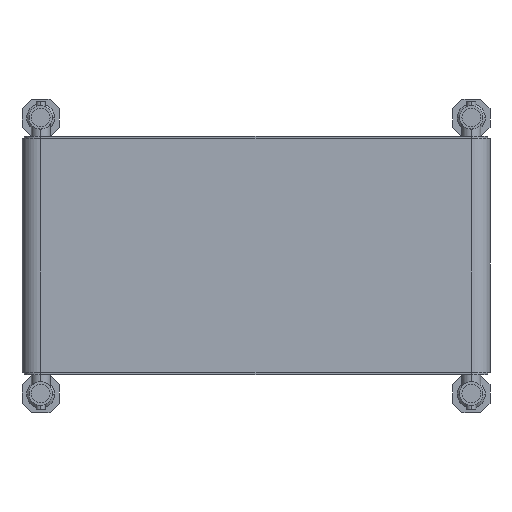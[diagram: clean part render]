
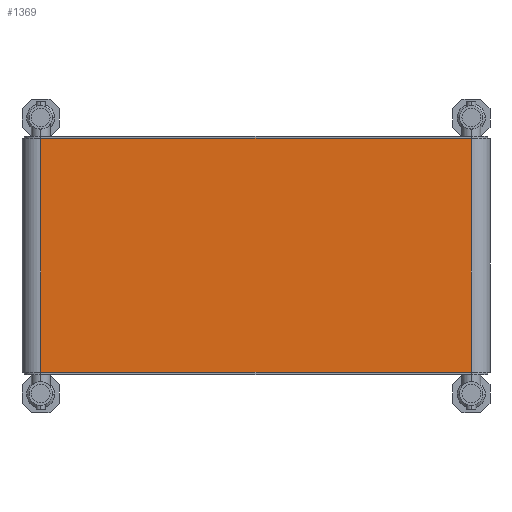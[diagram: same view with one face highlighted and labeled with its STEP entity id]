
A CAD part, top view. The second image highlights one B-rep face of the part: STEP entity #1369.
In plain terms, the highlighted planar face has unit normal (0, 0, 1).
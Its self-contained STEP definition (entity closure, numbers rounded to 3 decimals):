
#48 = EDGE_CURVE ( 'NONE', #605, #545, #1425, .T. ) ;
#49 = EDGE_CURVE ( 'NONE', #604, #605, #1430, .T. ) ;
#52 = EDGE_CURVE ( 'NONE', #545, #539, #1438, .T. ) ;
#72 = EDGE_CURVE ( 'NONE', #539, #604, #1563, .T. ) ;
#338 = EDGE_LOOP ( 'NONE', ( #875, #873, #874, #3857 ) ) ;
#539 = VERTEX_POINT ( 'NONE', #2490 ) ;
#545 = VERTEX_POINT ( 'NONE', #2496 ) ;
#604 = VERTEX_POINT ( 'NONE', #2550 ) ;
#605 = VERTEX_POINT ( 'NONE', #2551 ) ;
#873 = ORIENTED_EDGE ( 'NONE', *, *, #49, .T. ) ;
#874 = ORIENTED_EDGE ( 'NONE', *, *, #48, .T. ) ;
#875 = ORIENTED_EDGE ( 'NONE', *, *, #72, .T. ) ;
#1369 = ADVANCED_FACE ( 'NONE', ( #3455 ), #3456, .T. ) ;
#1425 = LINE ( 'NONE', #1426, #3661 ) ;
#1426 = CARTESIAN_POINT ( 'NONE',  ( 0., 250., 700. ) ) ;
#1430 = LINE ( 'NONE', #1436, #3665 ) ;
#1435 = DIRECTION ( 'NONE',  ( -1., 0., 0. ) ) ;
#1436 = CARTESIAN_POINT ( 'NONE',  ( 960., 250., 700. ) ) ;
#1437 = DIRECTION ( 'NONE',  ( 0., 1., 0. ) ) ;
#1438 = LINE ( 'NONE', #1446, #3675 ) ;
#1446 = CARTESIAN_POINT ( 'NONE',  ( 40., -250., 700. ) ) ;
#1447 = DIRECTION ( 'NONE',  ( 0., -1., 0. ) ) ;
#1562 = CARTESIAN_POINT ( 'NONE',  ( 0., -250., 700. ) ) ;
#1563 = LINE ( 'NONE', #1562, #3692 ) ;
#1631 = DIRECTION ( 'NONE',  ( 1., 0., 0. ) ) ;
#2490 = CARTESIAN_POINT ( 'NONE',  ( 40., -250., 700. ) ) ;
#2496 = CARTESIAN_POINT ( 'NONE',  ( 40., 250., 700. ) ) ;
#2550 = CARTESIAN_POINT ( 'NONE',  ( 960., -250., 700. ) ) ;
#2551 = CARTESIAN_POINT ( 'NONE',  ( 960., 250., 700. ) ) ;
#3002 = AXIS2_PLACEMENT_3D ( 'NONE', #3448, #3459, #3460 ) ;
#3448 = CARTESIAN_POINT ( 'NONE',  ( 0., -250., 700. ) ) ;
#3455 = FACE_OUTER_BOUND ( 'NONE', #338, .T. ) ;
#3456 = PLANE ( 'NONE',  #3002 ) ;
#3459 = DIRECTION ( 'NONE',  ( 0., 0., 1. ) ) ;
#3460 = DIRECTION ( 'NONE',  ( 1., 0., 0. ) ) ;
#3661 = VECTOR ( 'NONE', #1435, 1000. ) ;
#3665 = VECTOR ( 'NONE', #1437, 1000. ) ;
#3675 = VECTOR ( 'NONE', #1447, 1000. ) ;
#3692 = VECTOR ( 'NONE', #1631, 1000. ) ;
#3857 = ORIENTED_EDGE ( 'NONE', *, *, #52, .T. ) ;
